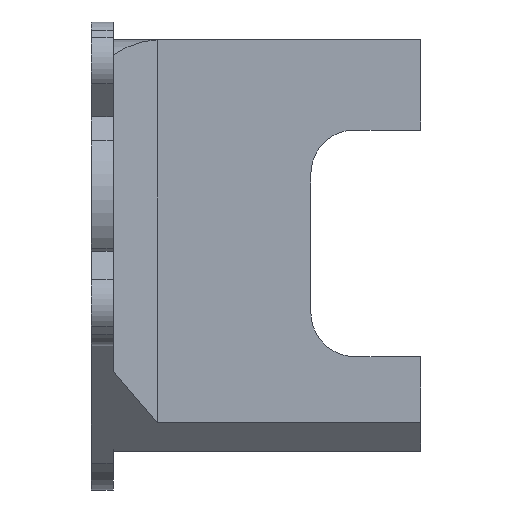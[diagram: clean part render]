
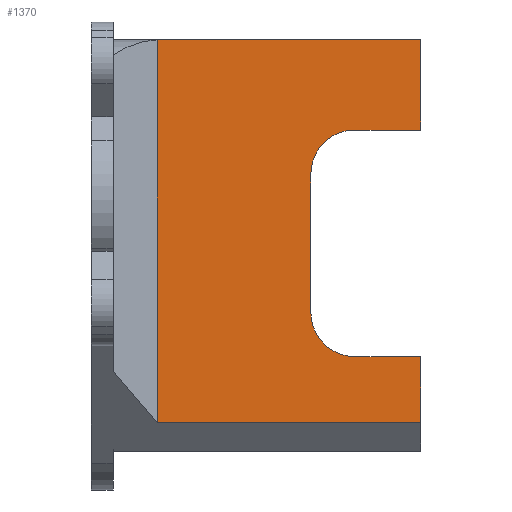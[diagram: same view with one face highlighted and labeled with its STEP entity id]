
A CAD part, left-side view. The second image highlights one B-rep face of the part: STEP entity #1370.
In plain terms, the highlighted planar face has unit normal (-1, 0, 0).
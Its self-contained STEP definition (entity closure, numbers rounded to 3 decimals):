
#45=PLANE('',#1473);
#95=FACE_OUTER_BOUND('',#166,.T.);
#166=EDGE_LOOP('',(#1061,#1062,#1063,#1064,#1065,#1066,#1067,#1068,#1069,
#1070,#1071,#1072));
#222=LINE('',#1957,#376);
#236=LINE('',#1999,#390);
#241=LINE('',#2008,#395);
#264=LINE('',#2055,#418);
#275=LINE('',#2079,#429);
#288=LINE('',#2110,#442);
#299=LINE('',#2149,#453);
#300=LINE('',#2151,#454);
#301=LINE('',#2152,#455);
#302=LINE('',#2153,#456);
#376=VECTOR('',#1562,10.);
#390=VECTOR('',#1602,10.);
#395=VECTOR('',#1609,10.);
#418=VECTOR('',#1640,10.);
#429=VECTOR('',#1663,10.);
#442=VECTOR('',#1690,10.);
#453=VECTOR('',#1721,10.);
#454=VECTOR('',#1722,10.);
#455=VECTOR('',#1723,10.);
#456=VECTOR('',#1724,10.);
#527=CIRCLE('',#1431,4.);
#528=CIRCLE('',#1434,4.);
#576=VERTEX_POINT('',#1947);
#577=VERTEX_POINT('',#1949);
#579=VERTEX_POINT('',#1955);
#580=VERTEX_POINT('',#1959);
#594=VERTEX_POINT('',#1998);
#597=VERTEX_POINT('',#2006);
#617=VERTEX_POINT('',#2054);
#624=VERTEX_POINT('',#2077);
#632=VERTEX_POINT('',#2103);
#635=VERTEX_POINT('',#2108);
#653=VERTEX_POINT('',#2148);
#654=VERTEX_POINT('',#2150);
#712=EDGE_CURVE('',#576,#577,#527,.T.);
#716=EDGE_CURVE('',#576,#579,#222,.T.);
#717=EDGE_CURVE('',#580,#579,#528,.T.);
#736=EDGE_CURVE('',#594,#577,#236,.T.);
#741=EDGE_CURVE('',#580,#597,#241,.T.);
#764=EDGE_CURVE('',#594,#617,#264,.T.);
#777=EDGE_CURVE('',#624,#597,#275,.T.);
#792=EDGE_CURVE('',#635,#632,#288,.T.);
#811=EDGE_CURVE('',#653,#624,#299,.T.);
#812=EDGE_CURVE('',#653,#654,#300,.T.);
#813=EDGE_CURVE('',#632,#654,#301,.T.);
#814=EDGE_CURVE('',#635,#617,#302,.T.);
#1061=ORIENTED_EDGE('',*,*,#741,.T.);
#1062=ORIENTED_EDGE('',*,*,#777,.F.);
#1063=ORIENTED_EDGE('',*,*,#811,.F.);
#1064=ORIENTED_EDGE('',*,*,#812,.T.);
#1065=ORIENTED_EDGE('',*,*,#813,.F.);
#1066=ORIENTED_EDGE('',*,*,#792,.F.);
#1067=ORIENTED_EDGE('',*,*,#814,.T.);
#1068=ORIENTED_EDGE('',*,*,#764,.F.);
#1069=ORIENTED_EDGE('',*,*,#736,.T.);
#1070=ORIENTED_EDGE('',*,*,#712,.F.);
#1071=ORIENTED_EDGE('',*,*,#716,.T.);
#1072=ORIENTED_EDGE('',*,*,#717,.F.);
#1370=ADVANCED_FACE('',(#95),#45,.T.);
#1431=AXIS2_PLACEMENT_3D('',#1950,#1555,#1556);
#1434=AXIS2_PLACEMENT_3D('',#1960,#1565,#1566);
#1473=AXIS2_PLACEMENT_3D('',#2147,#1719,#1720);
#1555=DIRECTION('center_axis',(-1.,0.,0.));
#1556=DIRECTION('ref_axis',(0.,0.707,-0.707));
#1562=DIRECTION('',(0.,0.,1.));
#1565=DIRECTION('center_axis',(-1.,0.,0.));
#1566=DIRECTION('ref_axis',(0.,0.707,0.707));
#1602=DIRECTION('',(0.,1.,0.));
#1609=DIRECTION('',(0.,-1.,0.));
#1640=DIRECTION('',(0.,0.,-1.));
#1663=DIRECTION('',(0.,0.,-1.));
#1690=DIRECTION('',(0.,0.,1.));
#1719=DIRECTION('center_axis',(-1.,0.,0.));
#1720=DIRECTION('ref_axis',(0.,0.,-1.));
#1721=DIRECTION('',(0.,-1.,0.));
#1722=DIRECTION('',(0.,0.,-1.));
#1723=DIRECTION('',(0.,1.,0.));
#1724=DIRECTION('',(0.,-1.,0.));
#1947=CARTESIAN_POINT('',(-8.5,-20.,-24.889));
#1949=CARTESIAN_POINT('',(-8.5,-24.,-28.889));
#1950=CARTESIAN_POINT('Origin',(-8.5,-24.,-24.889));
#1955=CARTESIAN_POINT('',(-8.5,-20.,-12.25));
#1957=CARTESIAN_POINT('',(-8.5,-20.,-9.285));
#1959=CARTESIAN_POINT('',(-8.5,-24.,-8.25));
#1960=CARTESIAN_POINT('Origin',(-8.5,-24.,-12.25));
#1998=CARTESIAN_POINT('',(-8.5,-30.,-28.889));
#1999=CARTESIAN_POINT('',(-8.5,-16.,-28.889));
#2006=CARTESIAN_POINT('',(-8.5,-30.,-8.25));
#2008=CARTESIAN_POINT('',(-8.5,-16.,-8.25));
#2054=CARTESIAN_POINT('',(-8.5,-30.,-34.889));
#2055=CARTESIAN_POINT('',(-8.5,-30.,-34.889));
#2077=CARTESIAN_POINT('',(-8.5,-30.,0.));
#2079=CARTESIAN_POINT('',(-8.5,-30.,-34.889));
#2103=CARTESIAN_POINT('',(-8.5,-6.,-0.017));
#2108=CARTESIAN_POINT('',(-8.5,-6.,-34.889));
#2110=CARTESIAN_POINT('',(-8.5,-6.,-10.49));
#2147=CARTESIAN_POINT('Origin',(-8.5,-2.,0.));
#2148=CARTESIAN_POINT('',(-8.5,0.,0.));
#2149=CARTESIAN_POINT('',(-8.5,-2.,0.));
#2150=CARTESIAN_POINT('',(-8.5,0.,-0.017));
#2151=CARTESIAN_POINT('',(-8.5,0.,-26.821));
#2152=CARTESIAN_POINT('',(-8.5,0.,-0.017));
#2153=CARTESIAN_POINT('',(-8.5,-2.,-34.889));
